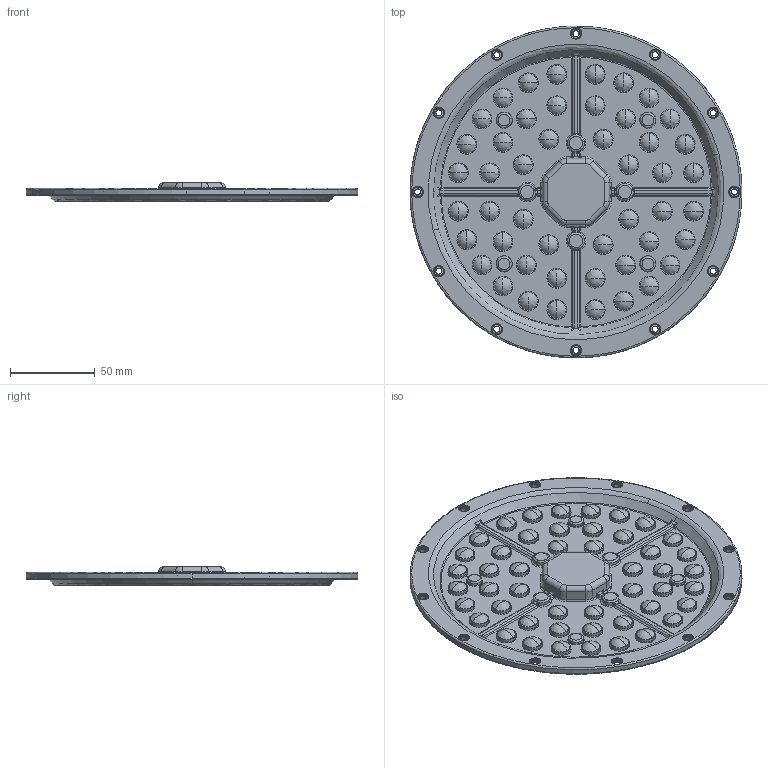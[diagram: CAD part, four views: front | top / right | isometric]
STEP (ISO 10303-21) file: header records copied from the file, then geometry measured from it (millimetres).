
FILE_DESCRIPTION (( 'STEP AP203' ), '1' );
FILE_NAME ('KH018-2_HX-UFO100W-90D_20190709.stp', '2022-02-11T08:42:27', ( 'Windows 蚚誧' ), ( '' ), 'SwSTEP 2.0', 'SolidWorks 2019', '' );
FILE_SCHEMA (( 'CONFIG_CONTROL_DESIGN' ));
Length unit declared in the file: millimetre
Products named in the file (1): KH018-2_HX-UFO100W-90D_20190709
Bounding box: 195.46 x 195.26 x 10.8 mm (x, y, z)
Volume: 76003.1 mm3; surface area: 80056.7 mm2
Topology: 1 solids, 49 shells, 2175 faces, 5280 edges, 3342 vertices
Faces by surface type: bspline 1090, cylinder 391, cone 346, plane 340, torus 8
Entity records: 115102 total; most frequent: CARTESIAN_POINT 74333, ORIENTED_EDGE 10352, DIRECTION 5659, EDGE_CURVE 5176, VERTEX_POINT 3342, B_SPLINE_CURVE_WITH_KNOTS 2453, EDGE_LOOP 2442, AXIS2_PLACEMENT_3D 2420
